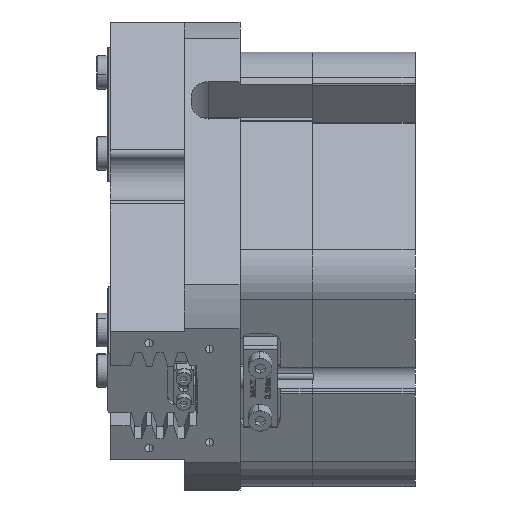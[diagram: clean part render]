
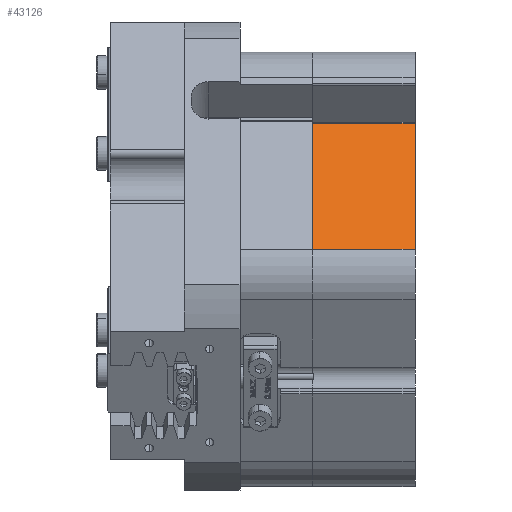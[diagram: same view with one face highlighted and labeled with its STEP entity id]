
A CAD part, left-side view. The second image highlights one B-rep face of the part: STEP entity #43126.
In plain terms, the highlighted face is planar.
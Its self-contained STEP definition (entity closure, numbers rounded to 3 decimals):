
#68 = DIRECTION ( 'NONE',  ( 0.5, 0., -0.866 ) ) ;
#846 = ORIENTED_EDGE ( 'NONE', *, *, #49151, .T. ) ;
#1653 = CARTESIAN_POINT ( 'NONE',  ( 48.527, 0., 43.949 ) ) ;
#3106 = VERTEX_POINT ( 'NONE', #34365 ) ;
#3598 = ORIENTED_EDGE ( 'NONE', *, *, #19873, .F. ) ;
#4246 = CARTESIAN_POINT ( 'NONE',  ( 70.148, 30.5, 6.5 ) ) ;
#4630 = ORIENTED_EDGE ( 'NONE', *, *, #6262, .T. ) ;
#5630 = VECTOR ( 'NONE', #34491, 1000. ) ;
#6262 = EDGE_CURVE ( 'NONE', #3106, #41151, #41539, .T. ) ;
#6901 = CARTESIAN_POINT ( 'NONE',  ( 74.478, 30.5, -1. ) ) ;
#10885 = LINE ( 'NONE', #31242, #45501 ) ;
#11221 = LINE ( 'NONE', #4246, #5630 ) ;
#14687 = PLANE ( 'NONE',  #57292 ) ;
#19873 = EDGE_CURVE ( 'NONE', #3106, #48092, #10885, .T. ) ;
#23540 = VECTOR ( 'NONE', #38105, 1000. ) ;
#24915 = DIRECTION ( 'NONE',  ( -0.5, 0., 0.866 ) ) ;
#24960 = VERTEX_POINT ( 'NONE', #33812 ) ;
#28059 = CARTESIAN_POINT ( 'NONE',  ( 70.148, 30.5, 6.5 ) ) ;
#28514 = DIRECTION ( 'NONE',  ( 0.5, 0., -0.866 ) ) ;
#28681 = ORIENTED_EDGE ( 'NONE', *, *, #52278, .T. ) ;
#31242 = CARTESIAN_POINT ( 'NONE',  ( 74.478, 30.5, -1. ) ) ;
#33812 = CARTESIAN_POINT ( 'NONE',  ( 70.148, 0., 6.5 ) ) ;
#34365 = CARTESIAN_POINT ( 'NONE',  ( 48.527, 30.5, 43.949 ) ) ;
#34491 = DIRECTION ( 'NONE',  ( 0., 1., 0. ) ) ;
#38105 = DIRECTION ( 'NONE',  ( 0., -1., 0. ) ) ;
#38682 = CARTESIAN_POINT ( 'NONE',  ( 48.527, 30.5, 43.949 ) ) ;
#41151 = VERTEX_POINT ( 'NONE', #1653 ) ;
#41539 = LINE ( 'NONE', #38682, #23540 ) ;
#43126 = ADVANCED_FACE ( 'NONE', ( #45586 ), #14687, .F. ) ;
#45501 = VECTOR ( 'NONE', #68, 1000. ) ;
#45586 = FACE_OUTER_BOUND ( 'NONE', #46584, .T. ) ;
#46478 = CARTESIAN_POINT ( 'NONE',  ( 74.478, 0., -1. ) ) ;
#46584 = EDGE_LOOP ( 'NONE', ( #3598, #4630, #846, #28681 ) ) ;
#48092 = VERTEX_POINT ( 'NONE', #28059 ) ;
#48152 = VECTOR ( 'NONE', #28514, 1000. ) ;
#49151 = EDGE_CURVE ( 'NONE', #41151, #24960, #51608, .T. ) ;
#51418 = DIRECTION ( 'NONE',  ( -0.866, 0., -0.5 ) ) ;
#51608 = LINE ( 'NONE', #46478, #48152 ) ;
#52278 = EDGE_CURVE ( 'NONE', #24960, #48092, #11221, .T. ) ;
#57292 = AXIS2_PLACEMENT_3D ( 'NONE', #6901, #51418, #24915 ) ;
